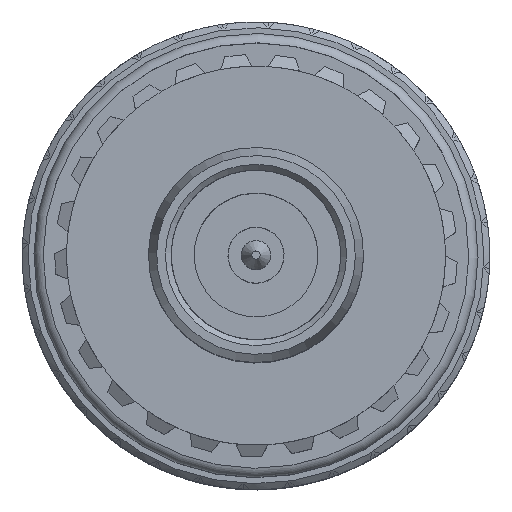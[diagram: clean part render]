
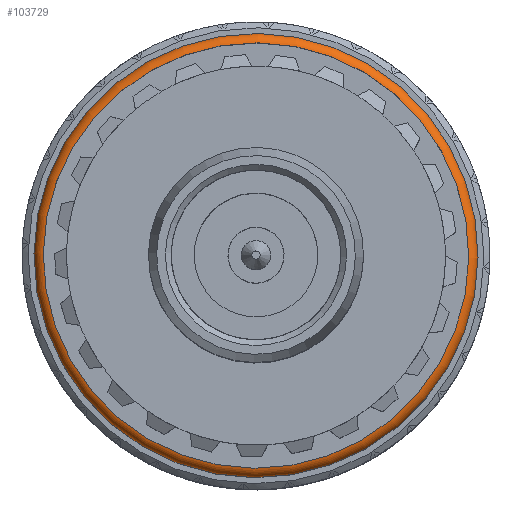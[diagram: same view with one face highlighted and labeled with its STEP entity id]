
A CAD part, top view. The second image highlights one B-rep face of the part: STEP entity #103729.
In plain terms, the highlighted toroidal (fillet/blend) face has major radius 3.6 mm and minor radius 0.2 mm.
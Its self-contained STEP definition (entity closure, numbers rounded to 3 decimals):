
#2450=TOROIDAL_SURFACE('',#105651,3.6,0.2);
#3249=CIRCLE('',#105650,3.8);
#3250=CIRCLE('',#105652,3.64);
#29773=ORIENTED_EDGE('',*,*,#40909,.T.);
#29774=ORIENTED_EDGE('',*,*,#40908,.F.);
#40908=EDGE_CURVE('',#46600,#46600,#3249,.F.);
#40909=EDGE_CURVE('',#46601,#46601,#3250,.T.);
#46600=VERTEX_POINT('',#245096);
#46601=VERTEX_POINT('',#245099);
#56973=EDGE_LOOP('',(#29773));
#56974=EDGE_LOOP('',(#29774));
#62091=FACE_BOUND('',#56973,.T.);
#62092=FACE_BOUND('',#56974,.T.);
#103729=ADVANCED_FACE('',(#62091,#62092),#2450,.T.);
#105650=AXIS2_PLACEMENT_3D('',#245095,#109946,#109947);
#105651=AXIS2_PLACEMENT_3D('',#245097,#109948,#109949);
#105652=AXIS2_PLACEMENT_3D('',#245098,#109950,#109951);
#109946=DIRECTION('',(0.,0.,1.));
#109947=DIRECTION('',(-0.943,-0.333,0.));
#109948=DIRECTION('',(0.,0.,1.));
#109949=DIRECTION('',(-0.943,-0.333,0.));
#109950=DIRECTION('',(0.,0.,-1.));
#109951=DIRECTION('',(-0.943,-0.333,0.));
#245095=CARTESIAN_POINT('',(0.,0.,3.859));
#245096=CARTESIAN_POINT('',(-3.583,-1.266,3.859));
#245097=CARTESIAN_POINT('',(0.,0.,3.859));
#245098=CARTESIAN_POINT('',(0.,0.,4.055));
#245099=CARTESIAN_POINT('',(-3.432,-1.212,4.055));
